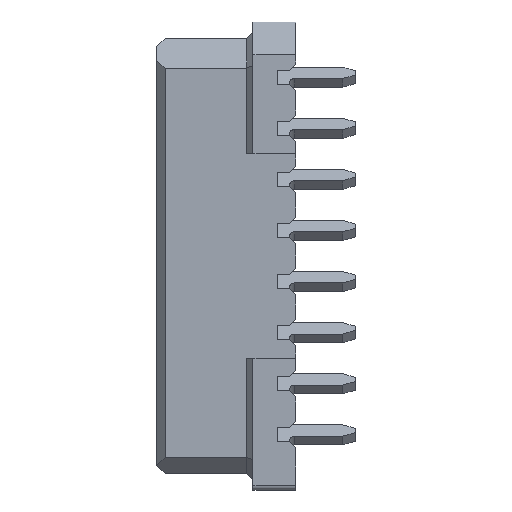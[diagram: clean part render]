
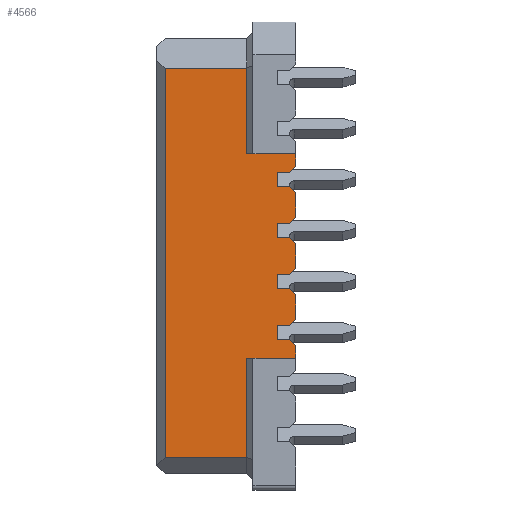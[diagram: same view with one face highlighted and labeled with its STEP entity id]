
A CAD part, front view. The second image highlights one B-rep face of the part: STEP entity #4566.
In plain terms, the highlighted planar face has unit normal (0, -1, 0).
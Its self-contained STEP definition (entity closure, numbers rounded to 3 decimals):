
#580=CARTESIAN_POINT('',(-1.2,-1.,-4.3));
#581=VERTEX_POINT('',#580);
#589=CARTESIAN_POINT('',(-1.2,-1.,-1.875));
#590=VERTEX_POINT('',#589);
#597=CARTESIAN_POINT('',(-1.2,-1.,-1.875));
#598=DIRECTION('',(0.,0.,-1.));
#599=VECTOR('',#598,2.425);
#600=LINE('',#597,#599);
#601=EDGE_CURVE('',#590,#581,#600,.T.);
#1161=CARTESIAN_POINT('',(-3.2,-1.,-4.3));
#1162=VERTEX_POINT('',#1161);
#1186=CARTESIAN_POINT('',(-1.2,-1.,-4.3));
#1187=DIRECTION('',(-1.,0.,0.));
#1188=VECTOR('',#1187,2.);
#1189=LINE('',#1186,#1188);
#1190=EDGE_CURVE('',#581,#1162,#1189,.T.);
#2061=CARTESIAN_POINT('',(-0.15,-1.,-1.42));
#2062=VERTEX_POINT('',#2061);
#2069=CARTESIAN_POINT('',(0.,-1.,-1.57));
#2070=VERTEX_POINT('',#2069);
#2071=CARTESIAN_POINT('',(-0.15,-1.,-1.42));
#2072=DIRECTION('',(0.707,0.,-0.707));
#2073=VECTOR('',#2072,0.212);
#2074=LINE('',#2071,#2073);
#2075=EDGE_CURVE('',#2062,#2070,#2074,.T.);
#4052=CARTESIAN_POINT('',(0.,-1.,-1.875));
#4053=VERTEX_POINT('',#4052);
#4060=CARTESIAN_POINT('',(0.,-1.,-1.875));
#4061=DIRECTION('',(-1.,0.,0.));
#4062=VECTOR('',#4061,1.2);
#4063=LINE('',#4060,#4062);
#4064=EDGE_CURVE('',#4053,#590,#4063,.T.);
#4290=CARTESIAN_POINT('',(-0.45,-1.,-1.42));
#4291=VERTEX_POINT('',#4290);
#4298=CARTESIAN_POINT('',(-0.45,-1.,-1.42));
#4299=DIRECTION('',(1.,0.,0.));
#4300=VECTOR('',#4299,0.3);
#4301=LINE('',#4298,#4300);
#4302=EDGE_CURVE('',#4291,#2062,#4301,.T.);
#4342=CARTESIAN_POINT('',(-1.6,-1.,0.46));
#4343=DIRECTION('',(0.,0.,-1.));
#4344=DIRECTION('',(0.,-1.,0.));
#4345=AXIS2_PLACEMENT_3D('',#4342,#4344,#4343);
#4346=PLANE('',#4345);
#4347=ORIENTED_EDGE('',*,*,#4064,.F.);
#4348=CARTESIAN_POINT('',(0.,-1.,-1.875));
#4349=DIRECTION('',(0.,0.,1.));
#4350=VECTOR('',#4349,0.305);
#4351=LINE('',#4348,#4350);
#4352=EDGE_CURVE('',#4053,#2070,#4351,.T.);
#4353=ORIENTED_EDGE('E391',*,*,#4352,.T.);
#4354=ORIENTED_EDGE('E391',*,*,#2075,.F.);
#4355=ORIENTED_EDGE('E391',*,*,#4302,.F.);
#4356=CARTESIAN_POINT('',(-0.45,-1.,-1.08));
#4357=VERTEX_POINT('',#4356);
#4358=CARTESIAN_POINT('',(-0.45,-1.,-1.42));
#4359=DIRECTION('',(0.,0.,1.));
#4360=VECTOR('',#4359,0.34);
#4361=LINE('',#4358,#4360);
#4362=EDGE_CURVE('',#4291,#4357,#4361,.T.);
#4363=ORIENTED_EDGE('E392',*,*,#4362,.T.);
#4364=CARTESIAN_POINT('',(-0.15,-1.,-1.08));
#4365=VERTEX_POINT('',#4364);
#4366=CARTESIAN_POINT('',(-0.45,-1.,-1.08));
#4367=DIRECTION('',(1.,0.,0.));
#4368=VECTOR('',#4367,0.3);
#4369=LINE('',#4366,#4368);
#4370=EDGE_CURVE('',#4357,#4365,#4369,.T.);
#4371=ORIENTED_EDGE('E393',*,*,#4370,.T.);
#4372=CARTESIAN_POINT('',(0.,-1.,-0.93));
#4373=VERTEX_POINT('',#4372);
#4374=CARTESIAN_POINT('',(-0.15,-1.,-1.08));
#4375=DIRECTION('',(0.707,0.,0.707));
#4376=VECTOR('',#4375,0.212);
#4377=LINE('',#4374,#4376);
#4378=EDGE_CURVE('',#4365,#4373,#4377,.T.);
#4379=ORIENTED_EDGE('E394',*,*,#4378,.T.);
#4380=CARTESIAN_POINT('',(0.,-1.,-0.32));
#4381=VERTEX_POINT('',#4380);
#4382=CARTESIAN_POINT('',(0.,-1.,-0.93));
#4383=DIRECTION('',(0.,0.,1.));
#4384=VECTOR('',#4383,0.61);
#4385=LINE('',#4382,#4384);
#4386=EDGE_CURVE('',#4373,#4381,#4385,.T.);
#4387=ORIENTED_EDGE('E395',*,*,#4386,.T.);
#4388=CARTESIAN_POINT('',(-0.15,-1.,-0.17));
#4389=VERTEX_POINT('',#4388);
#4390=CARTESIAN_POINT('',(0.,-1.,-0.32));
#4391=DIRECTION('',(-0.707,0.,0.707));
#4392=VECTOR('',#4391,0.212);
#4393=LINE('',#4390,#4392);
#4394=EDGE_CURVE('',#4381,#4389,#4393,.T.);
#4395=ORIENTED_EDGE('E396',*,*,#4394,.T.);
#4396=CARTESIAN_POINT('',(-0.45,-1.,-0.17));
#4397=VERTEX_POINT('',#4396);
#4398=CARTESIAN_POINT('',(-0.15,-1.,-0.17));
#4399=DIRECTION('',(-1.,0.,0.));
#4400=VECTOR('',#4399,0.3);
#4401=LINE('',#4398,#4400);
#4402=EDGE_CURVE('',#4389,#4397,#4401,.T.);
#4403=ORIENTED_EDGE('E397',*,*,#4402,.T.);
#4404=CARTESIAN_POINT('',(-0.45,-1.,0.17));
#4405=VERTEX_POINT('',#4404);
#4406=CARTESIAN_POINT('',(-0.45,-1.,-0.17));
#4407=DIRECTION('',(0.,0.,1.));
#4408=VECTOR('',#4407,0.34);
#4409=LINE('',#4406,#4408);
#4410=EDGE_CURVE('',#4397,#4405,#4409,.T.);
#4411=ORIENTED_EDGE('E398',*,*,#4410,.T.);
#4412=CARTESIAN_POINT('',(-0.15,-1.,0.17));
#4413=VERTEX_POINT('',#4412);
#4414=CARTESIAN_POINT('',(-0.45,-1.,0.17));
#4415=DIRECTION('',(1.,0.,0.));
#4416=VECTOR('',#4415,0.3);
#4417=LINE('',#4414,#4416);
#4418=EDGE_CURVE('',#4405,#4413,#4417,.T.);
#4419=ORIENTED_EDGE('E399',*,*,#4418,.T.);
#4420=CARTESIAN_POINT('',(0.,-1.,0.32));
#4421=VERTEX_POINT('',#4420);
#4422=CARTESIAN_POINT('',(-0.15,-1.,0.17));
#4423=DIRECTION('',(0.707,0.,0.707));
#4424=VECTOR('',#4423,0.212);
#4425=LINE('',#4422,#4424);
#4426=EDGE_CURVE('',#4413,#4421,#4425,.T.);
#4427=ORIENTED_EDGE('E400',*,*,#4426,.T.);
#4428=CARTESIAN_POINT('',(0.,-1.,0.93));
#4429=VERTEX_POINT('',#4428);
#4430=CARTESIAN_POINT('',(0.,-1.,0.32));
#4431=DIRECTION('',(0.,0.,1.));
#4432=VECTOR('',#4431,0.61);
#4433=LINE('',#4430,#4432);
#4434=EDGE_CURVE('',#4421,#4429,#4433,.T.);
#4435=ORIENTED_EDGE('E401',*,*,#4434,.T.);
#4436=CARTESIAN_POINT('',(-0.15,-1.,1.08));
#4437=VERTEX_POINT('',#4436);
#4438=CARTESIAN_POINT('',(0.,-1.,0.93));
#4439=DIRECTION('',(-0.707,0.,0.707));
#4440=VECTOR('',#4439,0.212);
#4441=LINE('',#4438,#4440);
#4442=EDGE_CURVE('',#4429,#4437,#4441,.T.);
#4443=ORIENTED_EDGE('E402',*,*,#4442,.T.);
#4444=CARTESIAN_POINT('',(-0.45,-1.,1.08));
#4445=VERTEX_POINT('',#4444);
#4446=CARTESIAN_POINT('',(-0.15,-1.,1.08));
#4447=DIRECTION('',(-1.,0.,0.));
#4448=VECTOR('',#4447,0.3);
#4449=LINE('',#4446,#4448);
#4450=EDGE_CURVE('',#4437,#4445,#4449,.T.);
#4451=ORIENTED_EDGE('E403',*,*,#4450,.T.);
#4452=CARTESIAN_POINT('',(-0.45,-1.,1.42));
#4453=VERTEX_POINT('',#4452);
#4454=CARTESIAN_POINT('',(-0.45,-1.,1.08));
#4455=DIRECTION('',(0.,0.,1.));
#4456=VECTOR('',#4455,0.34);
#4457=LINE('',#4454,#4456);
#4458=EDGE_CURVE('',#4445,#4453,#4457,.T.);
#4459=ORIENTED_EDGE('E404',*,*,#4458,.T.);
#4460=CARTESIAN_POINT('',(-0.15,-1.,1.42));
#4461=VERTEX_POINT('',#4460);
#4462=CARTESIAN_POINT('',(-0.45,-1.,1.42));
#4463=DIRECTION('',(1.,0.,0.));
#4464=VECTOR('',#4463,0.3);
#4465=LINE('',#4462,#4464);
#4466=EDGE_CURVE('',#4453,#4461,#4465,.T.);
#4467=ORIENTED_EDGE('E405',*,*,#4466,.T.);
#4468=CARTESIAN_POINT('',(0.,-1.,1.57));
#4469=VERTEX_POINT('',#4468);
#4470=CARTESIAN_POINT('',(-0.15,-1.,1.42));
#4471=DIRECTION('',(0.707,0.,0.707));
#4472=VECTOR('',#4471,0.212);
#4473=LINE('',#4470,#4472);
#4474=EDGE_CURVE('',#4461,#4469,#4473,.T.);
#4475=ORIENTED_EDGE('E406',*,*,#4474,.T.);
#4476=CARTESIAN_POINT('',(0.,-1.,2.18));
#4477=VERTEX_POINT('',#4476);
#4478=CARTESIAN_POINT('',(0.,-1.,1.57));
#4479=DIRECTION('',(0.,0.,1.));
#4480=VECTOR('',#4479,0.61);
#4481=LINE('',#4478,#4480);
#4482=EDGE_CURVE('',#4469,#4477,#4481,.T.);
#4483=ORIENTED_EDGE('E407',*,*,#4482,.T.);
#4484=CARTESIAN_POINT('',(-0.15,-1.,2.33));
#4485=VERTEX_POINT('',#4484);
#4486=CARTESIAN_POINT('',(0.,-1.,2.18));
#4487=DIRECTION('',(-0.707,0.,0.707));
#4488=VECTOR('',#4487,0.212);
#4489=LINE('',#4486,#4488);
#4490=EDGE_CURVE('',#4477,#4485,#4489,.T.);
#4491=ORIENTED_EDGE('E408',*,*,#4490,.T.);
#4492=CARTESIAN_POINT('',(-0.45,-1.,2.33));
#4493=VERTEX_POINT('',#4492);
#4494=CARTESIAN_POINT('',(-0.15,-1.,2.33));
#4495=DIRECTION('',(-1.,0.,0.));
#4496=VECTOR('',#4495,0.3);
#4497=LINE('',#4494,#4496);
#4498=EDGE_CURVE('',#4485,#4493,#4497,.T.);
#4499=ORIENTED_EDGE('E409',*,*,#4498,.T.);
#4500=CARTESIAN_POINT('',(-0.45,-1.,2.67));
#4501=VERTEX_POINT('',#4500);
#4502=CARTESIAN_POINT('',(-0.45,-1.,2.33));
#4503=DIRECTION('',(0.,0.,1.));
#4504=VECTOR('',#4503,0.34);
#4505=LINE('',#4502,#4504);
#4506=EDGE_CURVE('',#4493,#4501,#4505,.T.);
#4507=ORIENTED_EDGE('E410',*,*,#4506,.T.);
#4508=CARTESIAN_POINT('',(-0.15,-1.,2.67));
#4509=VERTEX_POINT('',#4508);
#4510=CARTESIAN_POINT('',(-0.45,-1.,2.67));
#4511=DIRECTION('',(1.,0.,0.));
#4512=VECTOR('',#4511,0.3);
#4513=LINE('',#4510,#4512);
#4514=EDGE_CURVE('',#4501,#4509,#4513,.T.);
#4515=ORIENTED_EDGE('E411',*,*,#4514,.T.);
#4516=CARTESIAN_POINT('',(0.,-1.,2.82));
#4517=VERTEX_POINT('',#4516);
#4518=CARTESIAN_POINT('',(-0.15,-1.,2.67));
#4519=DIRECTION('',(0.707,0.,0.707));
#4520=VECTOR('',#4519,0.212);
#4521=LINE('',#4518,#4520);
#4522=EDGE_CURVE('',#4509,#4517,#4521,.T.);
#4523=ORIENTED_EDGE('E412',*,*,#4522,.T.);
#4524=CARTESIAN_POINT('',(0.,-1.,3.125));
#4525=VERTEX_POINT('',#4524);
#4526=CARTESIAN_POINT('',(0.,-1.,2.82));
#4527=DIRECTION('',(0.,0.,1.));
#4528=VECTOR('',#4527,0.305);
#4529=LINE('',#4526,#4528);
#4530=EDGE_CURVE('',#4517,#4525,#4529,.T.);
#4531=ORIENTED_EDGE('E413',*,*,#4530,.T.);
#4532=CARTESIAN_POINT('',(-1.2,-1.,3.125));
#4533=VERTEX_POINT('',#4532);
#4534=CARTESIAN_POINT('',(0.,-1.,3.125));
#4535=DIRECTION('',(-1.,0.,0.));
#4536=VECTOR('',#4535,1.2);
#4537=LINE('',#4534,#4536);
#4538=EDGE_CURVE('',#4525,#4533,#4537,.T.);
#4539=ORIENTED_EDGE('E414',*,*,#4538,.T.);
#4540=CARTESIAN_POINT('',(-1.2,-1.,5.22));
#4541=VERTEX_POINT('',#4540);
#4542=CARTESIAN_POINT('',(-1.2,-1.,3.125));
#4543=DIRECTION('',(0.,0.,1.));
#4544=VECTOR('',#4543,2.095);
#4545=LINE('',#4542,#4544);
#4546=EDGE_CURVE('',#4533,#4541,#4545,.T.);
#4547=ORIENTED_EDGE('E415',*,*,#4546,.T.);
#4548=CARTESIAN_POINT('',(-3.2,-1.,5.22));
#4549=VERTEX_POINT('',#4548);
#4550=CARTESIAN_POINT('',(-1.2,-1.,5.22));
#4551=DIRECTION('',(-1.,0.,0.));
#4552=VECTOR('',#4551,2.);
#4553=LINE('',#4550,#4552);
#4554=EDGE_CURVE('',#4541,#4549,#4553,.T.);
#4555=ORIENTED_EDGE('E416',*,*,#4554,.T.);
#4556=CARTESIAN_POINT('',(-3.2,-1.,5.22));
#4557=DIRECTION('',(0.,0.,-1.));
#4558=VECTOR('',#4557,9.52);
#4559=LINE('',#4556,#4558);
#4560=EDGE_CURVE('',#4549,#1162,#4559,.T.);
#4561=ORIENTED_EDGE('E417',*,*,#4560,.T.);
#4562=ORIENTED_EDGE('E417',*,*,#1190,.F.);
#4563=ORIENTED_EDGE('E417',*,*,#601,.F.);
#4564=EDGE_LOOP('',(#4347,#4353,#4354,#4355,#4363,#4371,#4379,#4387,#4395,#4403,#4411,#4419,#4427,#4435,#4443,#4451,#4459,#4467,#4475,#4483,#4491,#4499,#4507,#4515,#4523,#4531,#4539,#4547,#4555,#4561,#4562,#4563));
#4565=FACE_OUTER_BOUND('',#4564,.T.);
#4566=ADVANCED_FACE('F135',(#4565),#4346,.T.);
